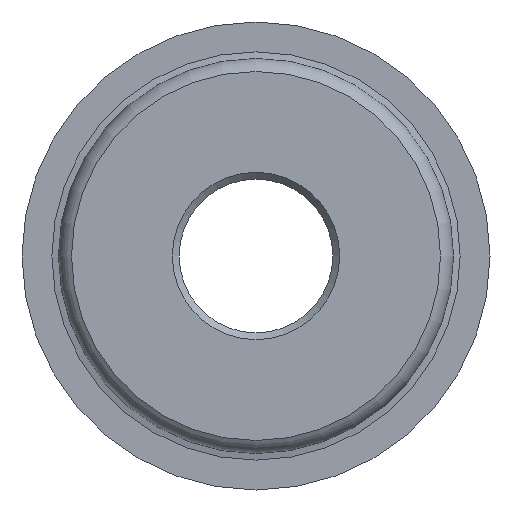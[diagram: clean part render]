
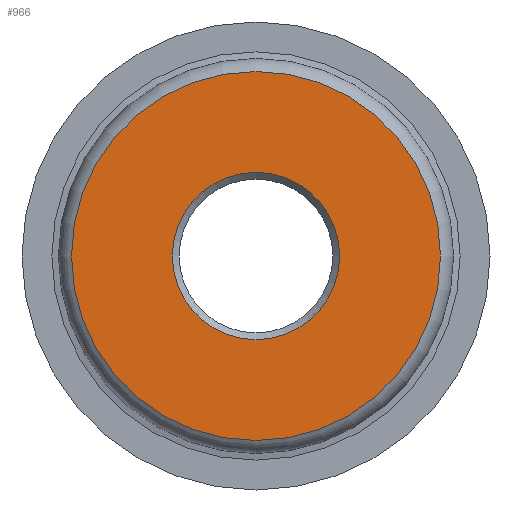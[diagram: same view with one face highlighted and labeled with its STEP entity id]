
A CAD part, front view. The second image highlights one B-rep face of the part: STEP entity #966.
In plain terms, the highlighted planar face has unit normal (0, -1, 0).
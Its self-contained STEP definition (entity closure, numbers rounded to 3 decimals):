
#58=PLANE('',#1063);
#115=CIRCLE('',#1062,5.4);
#116=CIRCLE('',#1064,2.45);
#213=ORIENTED_EDGE('',*,*,#301,.F.);
#214=ORIENTED_EDGE('',*,*,#300,.T.);
#300=EDGE_CURVE('',#361,#361,#115,.T.);
#301=EDGE_CURVE('',#362,#362,#116,.F.);
#361=VERTEX_POINT('',#1456);
#362=VERTEX_POINT('',#1459);
#455=EDGE_LOOP('',(#213));
#456=EDGE_LOOP('',(#214));
#549=FACE_BOUND('',#455,.T.);
#550=FACE_BOUND('',#456,.T.);
#966=ADVANCED_FACE('',(#549,#550),#58,.F.);
#1062=AXIS2_PLACEMENT_3D('',#1455,#1244,#1245);
#1063=AXIS2_PLACEMENT_3D('',#1457,#1246,#1247);
#1064=AXIS2_PLACEMENT_3D('',#1458,#1248,#1249);
#1244=DIRECTION('',(0.,-1.,0.));
#1245=DIRECTION('',(0.,0.,-1.));
#1246=DIRECTION('',(0.,1.,0.));
#1247=DIRECTION('',(0.,0.,1.));
#1248=DIRECTION('',(0.,1.,0.));
#1249=DIRECTION('',(0.,0.,1.));
#1455=CARTESIAN_POINT('',(0.,0.,0.));
#1456=CARTESIAN_POINT('',(0.,0.,-5.4));
#1457=CARTESIAN_POINT('',(5.4,0.,0.));
#1458=CARTESIAN_POINT('',(0.,0.,0.));
#1459=CARTESIAN_POINT('',(0.,0.,2.45));
